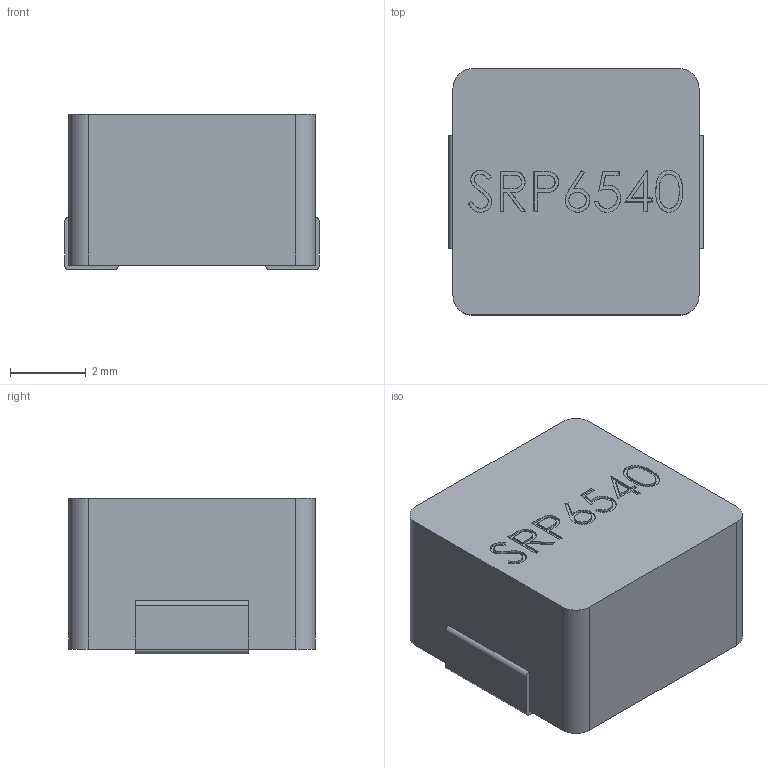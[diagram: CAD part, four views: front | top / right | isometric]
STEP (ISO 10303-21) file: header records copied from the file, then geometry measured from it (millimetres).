
FILE_DESCRIPTION (( 'STEP AP214' ), '1' );
FILE_NAME ('User Library-SRP6540 coil.STEP', '2017-12-21T01:37:59', ( '' ), ( '' ), 'SwSTEP 2.0', 'SolidWorks 2018', '' );
FILE_SCHEMA (( 'AUTOMOTIVE_DESIGN' ));
Length unit declared in the file: inch
Products named in the file (1): User Library-SRP6540 coil
Bounding box: 6.73 x 6.5 x 4.11 mm (x, y, z)
Volume: 169.5 mm3; surface area: 189.2 mm2
Topology: 1 solids, 1 shells, 131 faces, 351 edges, 234 vertices
Faces by surface type: plane 69, bspline 52, cylinder 10
Entity records: 7690 total; most frequent: CARTESIAN_POINT 3179, ORIENTED_EDGE 702, DIRECTION 378, EDGE_CURVE 351, VERTEX_POINT 234, VECTOR 178, LINE 178, B_SPLINE_CURVE_WITH_KNOTS 153
